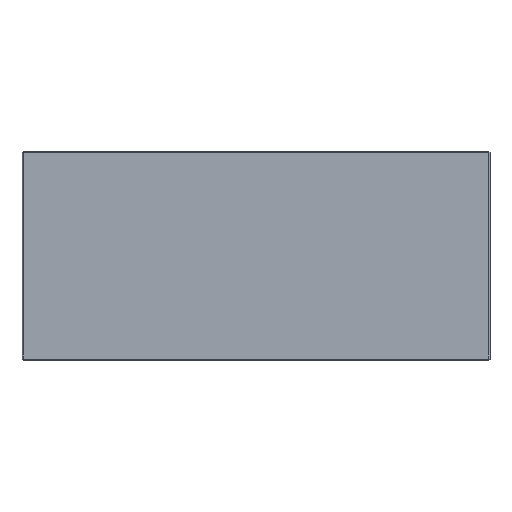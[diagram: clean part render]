
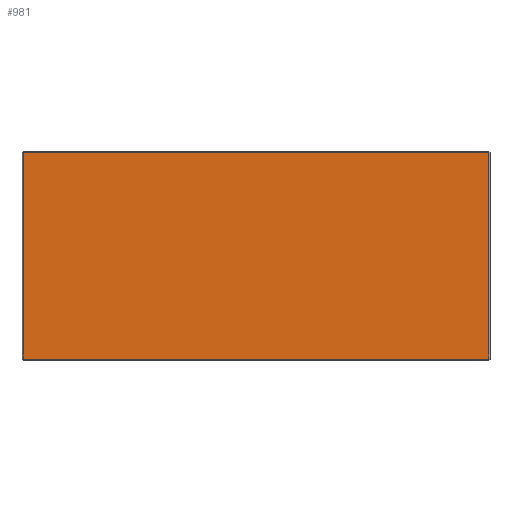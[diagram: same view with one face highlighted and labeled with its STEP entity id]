
A CAD part, top view. The second image highlights one B-rep face of the part: STEP entity #981.
In plain terms, the highlighted planar face has unit normal (0, 0, 1).
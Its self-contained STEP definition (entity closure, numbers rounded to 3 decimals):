
#82=FACE_OUTER_BOUND('',#146,.T.);
#146=EDGE_LOOP('',(#828,#829,#830,#831));
#249=LINE('',#1541,#373);
#253=LINE('',#1549,#377);
#254=LINE('',#1551,#378);
#271=LINE('',#1582,#395);
#373=VECTOR('',#1256,10.);
#377=VECTOR('',#1264,10.);
#378=VECTOR('',#1267,10.);
#395=VECTOR('',#1306,10.);
#459=VERTEX_POINT('',#1517);
#461=VERTEX_POINT('',#1523);
#465=VERTEX_POINT('',#1535);
#468=VERTEX_POINT('',#1545);
#575=EDGE_CURVE('',#465,#459,#249,.T.);
#579=EDGE_CURVE('',#461,#468,#253,.T.);
#580=EDGE_CURVE('',#468,#465,#254,.T.);
#597=EDGE_CURVE('',#459,#461,#271,.T.);
#828=ORIENTED_EDGE('',*,*,#579,.F.);
#829=ORIENTED_EDGE('',*,*,#597,.F.);
#830=ORIENTED_EDGE('',*,*,#575,.F.);
#831=ORIENTED_EDGE('',*,*,#580,.F.);
#921=PLANE('',#1063);
#981=ADVANCED_FACE('',(#82),#921,.F.);
#1063=AXIS2_PLACEMENT_3D('',#1588,#1312,#1313);
#1256=DIRECTION('',(1.,0.,0.));
#1264=DIRECTION('',(-1.,0.,0.));
#1267=DIRECTION('',(0.,1.,0.));
#1306=DIRECTION('',(0.,-1.,0.));
#1312=DIRECTION('center_axis',(0.,0.,
-1.));
#1313=DIRECTION('ref_axis',(1.,0.,0.));
#1517=CARTESIAN_POINT('',(111.45,47.2,12.));
#1523=CARTESIAN_POINT('',(111.45,0.3,12.));
#1535=CARTESIAN_POINT('',(5.55,47.2,12.));
#1541=CARTESIAN_POINT('',(79.75,47.2,12.));
#1545=CARTESIAN_POINT('',(5.55,0.3,12.));
#1549=CARTESIAN_POINT('',(90.25,0.3,12.));
#1551=CARTESIAN_POINT('',(5.55,36.75,12.));
#1582=CARTESIAN_POINT('',(111.45,36.75,12.));
#1588=CARTESIAN_POINT('Origin',(58.5,25.5,12.));
